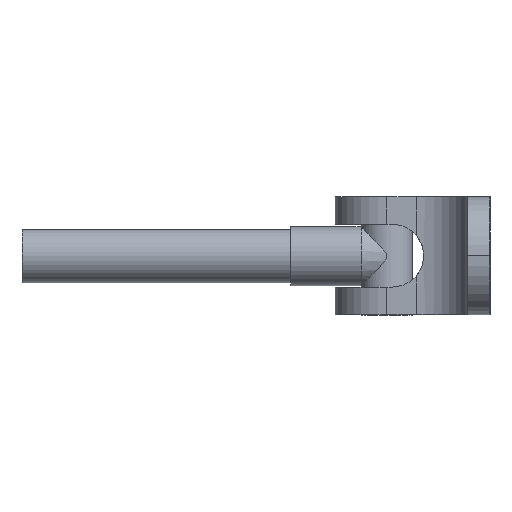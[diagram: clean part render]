
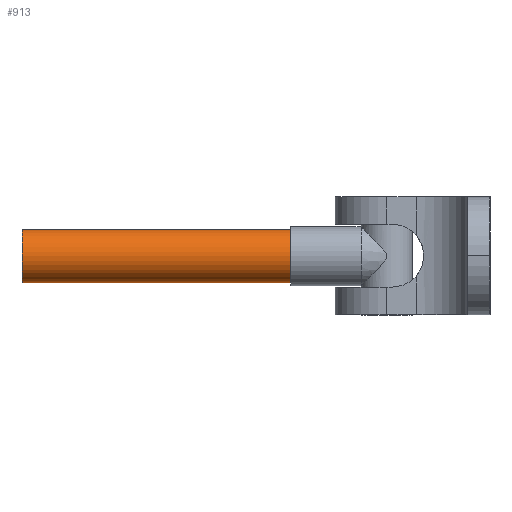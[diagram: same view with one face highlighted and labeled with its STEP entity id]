
A CAD part, left-side view. The second image highlights one B-rep face of the part: STEP entity #913.
In plain terms, the highlighted cylindrical face has radius 3.6 mm (diameter 7.2 mm), a partial arc.
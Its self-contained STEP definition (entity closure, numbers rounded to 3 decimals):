
#7 = CARTESIAN_POINT ( 'NONE',  ( 13.052, 0., -3.6 ) ) ;
#31 = CARTESIAN_POINT ( 'NONE',  ( 49.5, 0., -3.6 ) ) ;
#88 = ORIENTED_EDGE ( 'NONE', *, *, #1701, .F. ) ;
#144 = FACE_OUTER_BOUND ( 'NONE', #519, .T. ) ;
#365 = DIRECTION ( 'NONE',  ( -1., 0., 0. ) ) ;
#519 = EDGE_LOOP ( 'NONE', ( #522, #1461, #1904, #88 ) ) ;
#522 = ORIENTED_EDGE ( 'NONE', *, *, #1420, .T. ) ;
#526 = VERTEX_POINT ( 'NONE', #7 ) ;
#648 = CARTESIAN_POINT ( 'NONE',  ( 13.052, 0., 3.6 ) ) ;
#663 = VERTEX_POINT ( 'NONE', #648 ) ;
#726 = EDGE_CURVE ( 'NONE', #663, #526, #1543, .T. ) ;
#756 = CARTESIAN_POINT ( 'NONE',  ( 0., 0., 3.6 ) ) ;
#800 = VERTEX_POINT ( 'NONE', #1500 ) ;
#871 = CARTESIAN_POINT ( 'NONE',  ( 13.052, 0., 0. ) ) ;
#885 = DIRECTION ( 'NONE',  ( -1., 0., 0. ) ) ;
#905 = DIRECTION ( 'NONE',  ( 0., 0., 1. ) ) ;
#913 = ADVANCED_FACE ( 'NONE', ( #144 ), #1119, .T. ) ;
#923 = DIRECTION ( 'NONE',  ( -1., 0., 0. ) ) ;
#931 = AXIS2_PLACEMENT_3D ( 'NONE', #1258, #1265, #1934 ) ;
#937 = DIRECTION ( 'NONE',  ( 0., 0., 1. ) ) ;
#964 = CARTESIAN_POINT ( 'NONE',  ( 49.5, 0., 0. ) ) ;
#1119 = CYLINDRICAL_SURFACE ( 'NONE', #931, 3.6 ) ;
#1120 = VECTOR ( 'NONE', #923, 1000. ) ;
#1214 = CARTESIAN_POINT ( 'NONE',  ( 0., 0., -3.6 ) ) ;
#1258 = CARTESIAN_POINT ( 'NONE',  ( 0., 0., 0. ) ) ;
#1265 = DIRECTION ( 'NONE',  ( -1., 0., 0. ) ) ;
#1275 = EDGE_CURVE ( 'NONE', #1610, #526, #1859, .T. ) ;
#1420 = EDGE_CURVE ( 'NONE', #800, #1610, #1638, .T. ) ;
#1426 = DIRECTION ( 'NONE',  ( -1., 0., 0. ) ) ;
#1461 = ORIENTED_EDGE ( 'NONE', *, *, #1275, .T. ) ;
#1500 = CARTESIAN_POINT ( 'NONE',  ( 49.5, 0., 3.6 ) ) ;
#1543 = CIRCLE ( 'NONE', #1807, 3.6 ) ;
#1610 = VERTEX_POINT ( 'NONE', #31 ) ;
#1638 = CIRCLE ( 'NONE', #1917, 3.6 ) ;
#1701 = EDGE_CURVE ( 'NONE', #800, #663, #1801, .T. ) ;
#1801 = LINE ( 'NONE', #756, #2025 ) ;
#1807 = AXIS2_PLACEMENT_3D ( 'NONE', #871, #885, #905 ) ;
#1859 = LINE ( 'NONE', #1214, #1120 ) ;
#1904 = ORIENTED_EDGE ( 'NONE', *, *, #726, .F. ) ;
#1917 = AXIS2_PLACEMENT_3D ( 'NONE', #964, #1426, #937 ) ;
#1934 = DIRECTION ( 'NONE',  ( 0., 0., 1. ) ) ;
#2025 = VECTOR ( 'NONE', #365, 1000. ) ;
